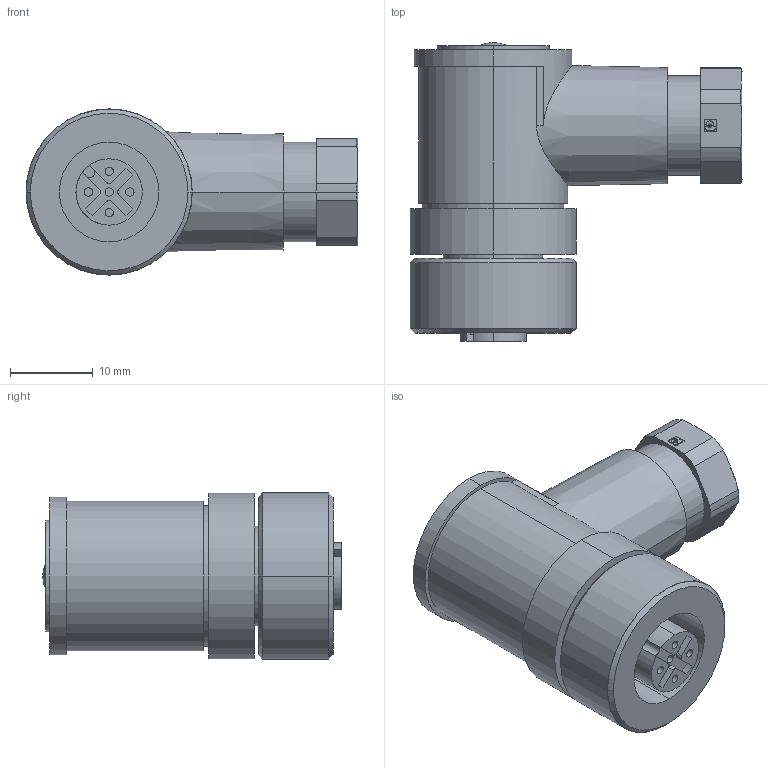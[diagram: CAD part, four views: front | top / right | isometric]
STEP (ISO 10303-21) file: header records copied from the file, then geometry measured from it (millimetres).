
FILE_DESCRIPTION(('SolidDesigner STEP Export'),'2;1');
FILE_NAME('1681143.stp','2009-02-09T15:57:13',(''),(''),'CoCreate Modeling STEP processor for AP214 (Solid Model)','CoCreate Modeling 16.00A 16-Aug-2008 (C) Parametric Technology GmbH','');
FILE_SCHEMA(('AUTOMOTIVE_DESIGN { 1 0 10303 214 1 1 1 1 }'));
Length unit declared in the file: millimetre
Products named in the file (1): 1681143
Bounding box: 40.02 x 36 x 20.05 mm (x, y, z)
Volume: 11522.5 mm3; surface area: 5339.6 mm2
Topology: 1 solids, 1 shells, 147 faces, 362 edges, 240 vertices
Faces by surface type: cylinder 76, plane 55, cone 14, sphere 2
Entity records: 5641 total; most frequent: CARTESIAN_POINT 1204, ORIENTED_EDGE 724, DIRECTION 623, EDGE_CURVE 362, VERTEX_POINT 240, AXIS2_PLACEMENT_3D 229, EDGE_LOOP 170, VECTOR 165
